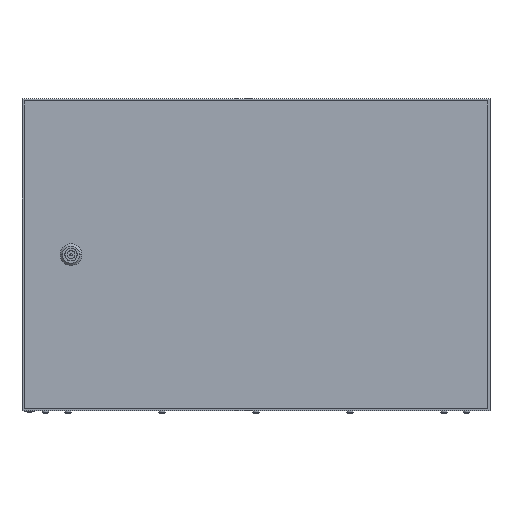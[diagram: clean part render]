
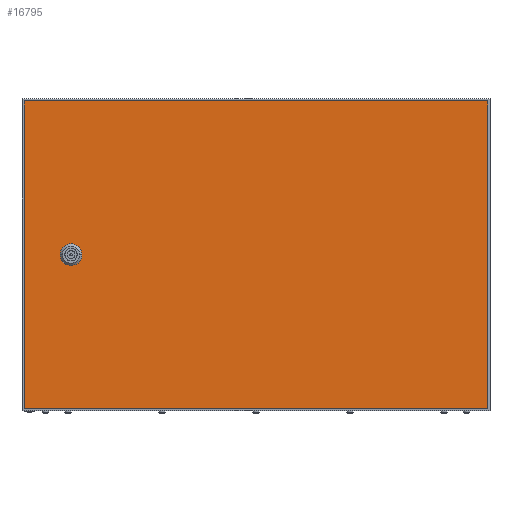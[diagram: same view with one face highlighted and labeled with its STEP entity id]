
A CAD part, top view. The second image highlights one B-rep face of the part: STEP entity #16795.
In plain terms, the highlighted planar face has unit normal (0, 0, 1).
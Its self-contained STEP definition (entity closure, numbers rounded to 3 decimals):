
#1535 = CARTESIAN_POINT ( 'NONE',  ( 596.87, 397., 17. ) ) ;
#3072 = EDGE_CURVE ( 'NONE', #36396, #38351, #39830, .T. ) ;
#3674 = AXIS2_PLACEMENT_3D ( 'NONE', #31590, #59111, #25383 ) ;
#4071 = EDGE_CURVE ( 'NONE', #61155, #14416, #27863, .T. ) ;
#6127 = VERTEX_POINT ( 'NONE', #27721 ) ;
#7843 = EDGE_CURVE ( 'NONE', #14416, #61155, #16516, .T. ) ;
#9690 = ORIENTED_EDGE ( 'NONE', *, *, #54700, .T. ) ;
#9734 = DIRECTION ( 'NONE',  ( 1., 0., 0. ) ) ;
#10523 = EDGE_CURVE ( 'NONE', #62328, #6127, #30367, .T. ) ;
#11267 = LINE ( 'NONE', #62125, #56193 ) ;
#13256 = DIRECTION ( 'NONE',  ( -1., 0., 0. ) ) ;
#14416 = VERTEX_POINT ( 'NONE', #44119 ) ;
#14710 = LINE ( 'NONE', #53878, #56305 ) ;
#16516 = CIRCLE ( 'NONE', #3674, 14. ) ;
#16795 = ADVANCED_FACE ( 'NONE', ( #49252, #28001 ), #26550, .T. ) ;
#18292 = EDGE_CURVE ( 'NONE', #6127, #36396, #14710, .T. ) ;
#18614 = AXIS2_PLACEMENT_3D ( 'NONE', #61365, #38622, #9734 ) ;
#19031 = ORIENTED_EDGE ( 'NONE', *, *, #18292, .T. ) ;
#19418 = ORIENTED_EDGE ( 'NONE', *, *, #4071, .T. ) ;
#22250 = DIRECTION ( 'NONE',  ( 0., -1., 0. ) ) ;
#23350 = CARTESIAN_POINT ( 'NONE',  ( 2.87, 397., 17. ) ) ;
#23832 = DIRECTION ( 'NONE',  ( 0., 1., 0. ) ) ;
#23988 = CARTESIAN_POINT ( 'NONE',  ( 48.87, 200., 17. ) ) ;
#25224 = EDGE_LOOP ( 'NONE', ( #19418, #48198 ) ) ;
#25383 = DIRECTION ( 'NONE',  ( -1., 0., 0. ) ) ;
#26302 = CARTESIAN_POINT ( 'NONE',  ( 62.87, 200., 17. ) ) ;
#26550 = PLANE ( 'NONE',  #18614 ) ;
#27371 = DIRECTION ( 'NONE',  ( 0., 0., -1. ) ) ;
#27721 = CARTESIAN_POINT ( 'NONE',  ( 596.87, 397., 17. ) ) ;
#27863 = CIRCLE ( 'NONE', #68829, 14. ) ;
#28001 = FACE_OUTER_BOUND ( 'NONE', #36194, .T. ) ;
#30367 = LINE ( 'NONE', #1535, #44903 ) ;
#31590 = CARTESIAN_POINT ( 'NONE',  ( 62.87, 200., 17. ) ) ;
#36194 = EDGE_LOOP ( 'NONE', ( #57300, #9690, #62620, #19031 ) ) ;
#36396 = VERTEX_POINT ( 'NONE', #53350 ) ;
#38351 = VERTEX_POINT ( 'NONE', #66621 ) ;
#38622 = DIRECTION ( 'NONE',  ( 0., 0., 1. ) ) ;
#39830 = LINE ( 'NONE', #23350, #66141 ) ;
#42793 = DIRECTION ( 'NONE',  ( -1., 0., 0. ) ) ;
#44119 = CARTESIAN_POINT ( 'NONE',  ( 76.87, 200., 17. ) ) ;
#44547 = DIRECTION ( 'NONE',  ( 1., 0., 0. ) ) ;
#44903 = VECTOR ( 'NONE', #23832, 1000. ) ;
#48198 = ORIENTED_EDGE ( 'NONE', *, *, #7843, .T. ) ;
#49252 = FACE_BOUND ( 'NONE', #25224, .T. ) ;
#52813 = CARTESIAN_POINT ( 'NONE',  ( 596.87, 3., 17. ) ) ;
#53350 = CARTESIAN_POINT ( 'NONE',  ( 2.87, 397., 17. ) ) ;
#53878 = CARTESIAN_POINT ( 'NONE',  ( 2.87, 397., 17. ) ) ;
#54700 = EDGE_CURVE ( 'NONE', #38351, #62328, #11267, .T. ) ;
#56193 = VECTOR ( 'NONE', #44547, 1000. ) ;
#56305 = VECTOR ( 'NONE', #13256, 1000. ) ;
#57300 = ORIENTED_EDGE ( 'NONE', *, *, #3072, .T. ) ;
#59111 = DIRECTION ( 'NONE',  ( 0., 0., -1. ) ) ;
#61155 = VERTEX_POINT ( 'NONE', #23988 ) ;
#61365 = CARTESIAN_POINT ( 'NONE',  ( 0., 0., 17. ) ) ;
#62125 = CARTESIAN_POINT ( 'NONE',  ( 2.87, 3., 17. ) ) ;
#62328 = VERTEX_POINT ( 'NONE', #52813 ) ;
#62620 = ORIENTED_EDGE ( 'NONE', *, *, #10523, .T. ) ;
#66141 = VECTOR ( 'NONE', #22250, 1000. ) ;
#66621 = CARTESIAN_POINT ( 'NONE',  ( 2.87, 3., 17. ) ) ;
#68829 = AXIS2_PLACEMENT_3D ( 'NONE', #26302, #27371, #42793 ) ;
